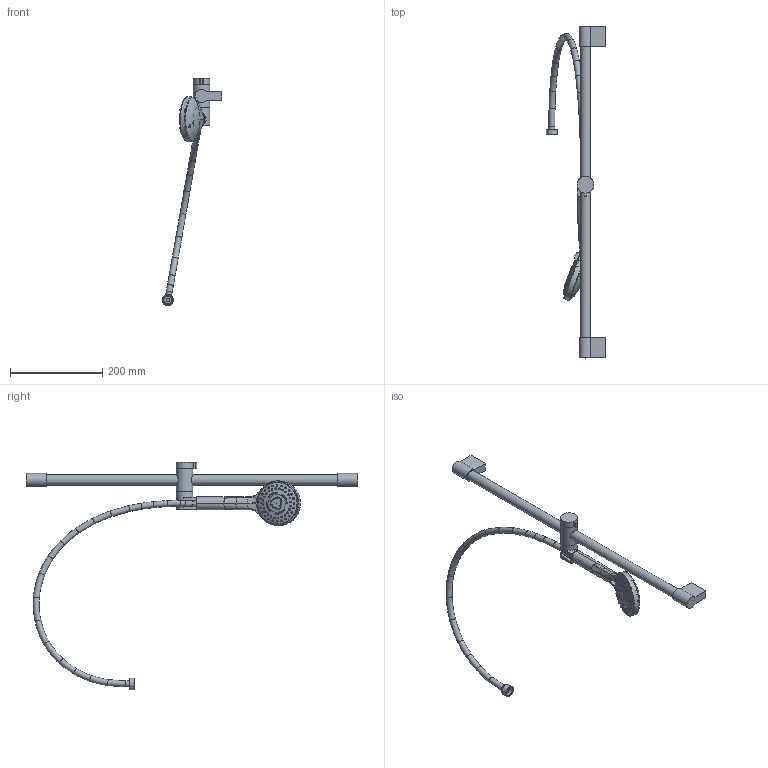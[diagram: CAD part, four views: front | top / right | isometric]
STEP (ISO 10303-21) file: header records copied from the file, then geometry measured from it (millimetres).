
FILE_DESCRIPTION(/* description */ (''),/* implementation_level */ '2;1');
FILE_NAME(/* name */ '1',/* time_stamp */ '2021-03-09T18:19:39+08:00',/* author */ (''),/* organization */ (''),/* preprocessor_version */ 'ST-DEVELOPER v9',/* originating_system */ 'UGS - NX 4.0',/* authorisation */ '');
FILE_SCHEMA (('CONFIG_CONTROL_DESIGN'));
Length unit declared in the file: millimetre
Products named in the file (1): 210309
Bounding box: 129.23 x 720 x 492.55 mm (x, y, z)
Volume: 410872.3 mm3; surface area: 242325.8 mm2
Topology: 10 solids, 10 shells, 810 faces, 1887 edges, 1275 vertices
Faces by surface type: plane 256, cylinder 185, bspline 95, cone 90, torus 90, sphere 77, extrusion 17
Full cylindrical faces by diameter (mm): 1 x86, 4.5 x1, 7 x3, 13 x2, 14 x1, 14.115 x1, 16 x1, 17 x2, 17.893 x5, 19 x1, 20 x2, 21.12 x3, 22 x4, 22.999 x1, 23.298 x1, 36 x2, 40 x1, 40.2 x1, 89.8 x1
Entity records: 35411 total; most frequent: CARTESIAN_POINT 20344, DIRECTION 2821, ORIENTED_EDGE 2688, EDGE_CURVE 1344, EDGE_LOOP 1294, AXIS2_PLACEMENT_3D 1242, VERTEX_POINT 1028, ADVANCED_FACE 806
